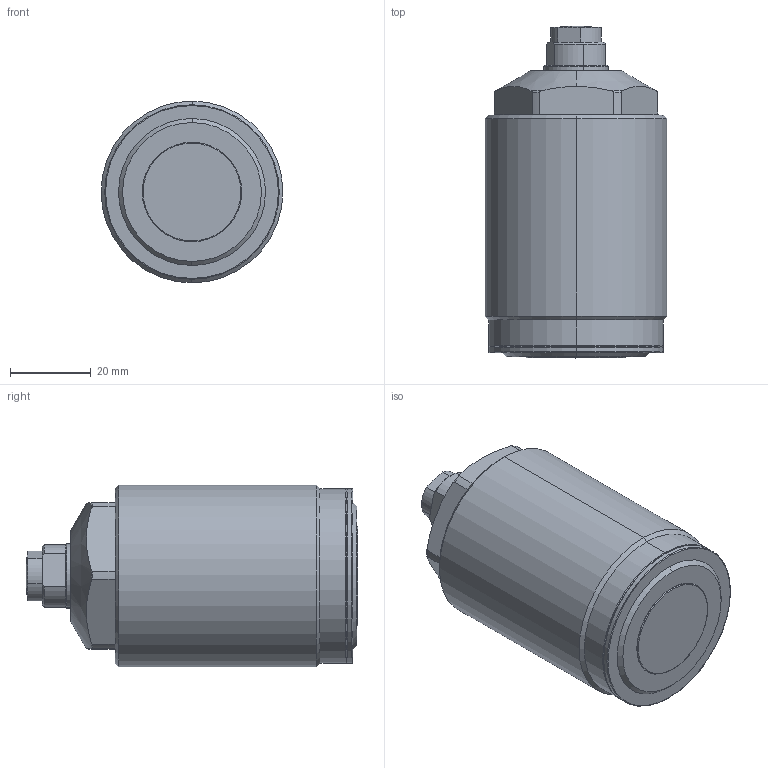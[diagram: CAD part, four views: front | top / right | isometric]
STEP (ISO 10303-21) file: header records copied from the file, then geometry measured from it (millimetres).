
FILE_DESCRIPTION (( 'STEP AP214' ), '1' );
FILE_NAME ('CSP-045-P组装图（初始状态）.STEP', '2019-05-08T06:35:27', ( '' ), ( '' ), 'SwSTEP 2.0', 'SolidWorks 2014', '' );
FILE_SCHEMA (( 'AUTOMOTIVE_DESIGN' ));
Length unit declared in the file: millimetre
Products named in the file (4): CSP-045埴芛蹟邡; CSP-045活塞杆; CSP-045-P本体（初始）; CSP-045-P组装图（初始状态）
Assembly tree (3 placements, depth 2):
  CSP-045-P组装图（初始状态）
    CSP-045-P本体（初始）
    CSP-045活塞杆
    CSP-045埴芛蹟邡
Bounding box: 44.92 x 82 x 44.92 mm (x, y, z)
Volume: 105034.5 mm3; surface area: 16304.7 mm2
Topology: 3 solids, 3 shells, 102 faces, 226 edges, 138 vertices
Faces by surface type: cylinder 34, plane 25, torus 22, cone 19, sphere 2
Entity records: 3103 total; most frequent: CARTESIAN_POINT 634, DIRECTION 547, ORIENTED_EDGE 452, AXIS2_PLACEMENT_3D 237, EDGE_CURVE 226, VERTEX_POINT 138, CIRCLE 129, EDGE_LOOP 110
